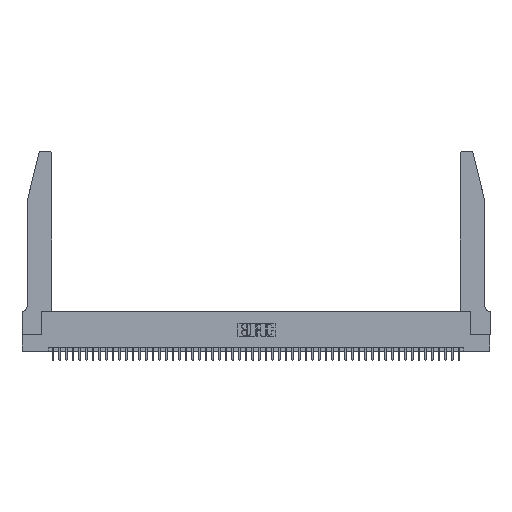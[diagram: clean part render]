
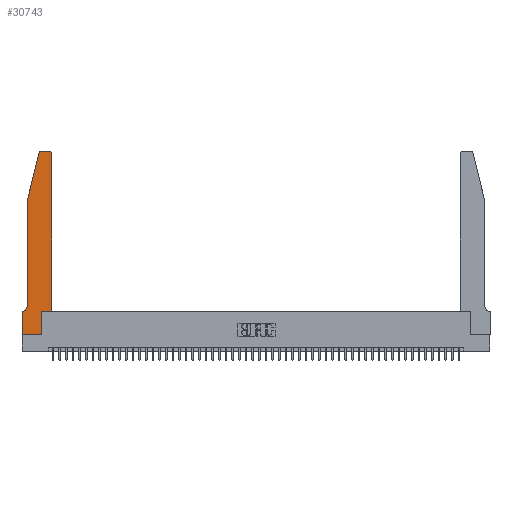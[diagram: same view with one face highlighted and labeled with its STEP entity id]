
A CAD part, top view. The second image highlights one B-rep face of the part: STEP entity #30743.
In plain terms, the highlighted planar face has unit normal (0, 0, 1).
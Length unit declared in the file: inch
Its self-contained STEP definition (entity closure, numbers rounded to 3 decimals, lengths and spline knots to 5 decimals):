
#793 = ORIENTED_EDGE ( 'NONE', *, *, #37331, .T. ) ;
#811 = VECTOR ( 'NONE', #11236, 39.37008 ) ;
#1187 = EDGE_CURVE ( 'NONE', #14553, #33159, #16451, .T. ) ;
#2976 = CARTESIAN_POINT ( 'NONE',  ( 0.4205, 2.72, 0.37 ) ) ;
#5497 = DIRECTION ( 'NONE',  ( -0.239, -0.971, 0. ) ) ;
#5850 = AXIS2_PLACEMENT_3D ( 'NONE', #24356, #36525, #36190 ) ;
#6023 = AXIS2_PLACEMENT_3D ( 'NONE', #12539, #24550, #31929 ) ;
#6186 = CARTESIAN_POINT ( 'NONE',  ( 0.0755, 0.35, 0.37 ) ) ;
#6706 = EDGE_CURVE ( 'NONE', #32067, #24350, #36930, .T. ) ;
#6733 = LINE ( 'NONE', #43408, #30638 ) ;
#7085 = VECTOR ( 'NONE', #5497, 39.37008 ) ;
#9147 = LINE ( 'NONE', #38848, #47216 ) ;
#9612 = EDGE_CURVE ( 'NONE', #33642, #50082, #9147, .T. ) ;
#9800 = CARTESIAN_POINT ( 'NONE',  ( 0.0755, 2., 0.37 ) ) ;
#9873 = PLANE ( 'NONE',  #18967 ) ;
#10344 = ORIENTED_EDGE ( 'NONE', *, *, #6706, .T. ) ;
#11124 = VECTOR ( 'NONE', #34256, 39.37008 ) ;
#11236 = DIRECTION ( 'NONE',  ( 1., 0., 0. ) ) ;
#11821 = CARTESIAN_POINT ( 'NONE',  ( 0.2865, 0.35, 0.37 ) ) ;
#11872 = VERTEX_POINT ( 'NONE', #11821 ) ;
#12247 = VERTEX_POINT ( 'NONE', #34404 ) ;
#12539 = CARTESIAN_POINT ( 'NONE',  ( 0.0055, 0.42, 0.37 ) ) ;
#14124 = CARTESIAN_POINT ( 'NONE',  ( 0., 0., 0.37 ) ) ;
#14553 = VERTEX_POINT ( 'NONE', #38628 ) ;
#15088 = VERTEX_POINT ( 'NONE', #45986 ) ;
#15152 = DIRECTION ( 'NONE',  ( 0., -1., 0. ) ) ;
#15266 = ORIENTED_EDGE ( 'NONE', *, *, #29663, .T. ) ;
#15567 = CARTESIAN_POINT ( 'NONE',  ( 0.0055, 0.35, 0.37 ) ) ;
#15925 = AXIS2_PLACEMENT_3D ( 'NONE', #2976, #26619, #49616 ) ;
#16320 = CARTESIAN_POINT ( 'NONE',  ( 0.25487, 2.72718, 0.37 ) ) ;
#16451 = LINE ( 'NONE', #44341, #20113 ) ;
#17522 = LINE ( 'NONE', #40293, #7085 ) ;
#17977 = EDGE_CURVE ( 'NONE', #32287, #32067, #41178, .T. ) ;
#18172 = CARTESIAN_POINT ( 'NONE',  ( 0., 0.35, 0.37 ) ) ;
#18892 = CIRCLE ( 'NONE', #5850, 0.03 ) ;
#18967 = AXIS2_PLACEMENT_3D ( 'NONE', #36804, #25487, #44744 ) ;
#20113 = VECTOR ( 'NONE', #47963, 39.37008 ) ;
#20297 = VECTOR ( 'NONE', #45124, 39.37008 ) ;
#21606 = ORIENTED_EDGE ( 'NONE', *, *, #29755, .T. ) ;
#22324 = CARTESIAN_POINT ( 'NONE',  ( 0.4505, 0.35, 0.37 ) ) ;
#23071 = DIRECTION ( 'NONE',  ( 0., 1., 0. ) ) ;
#24350 = VERTEX_POINT ( 'NONE', #46563 ) ;
#24356 = CARTESIAN_POINT ( 'NONE',  ( 0.284, 2.72, 0.37 ) ) ;
#24550 = DIRECTION ( 'NONE',  ( 0., 0., -1. ) ) ;
#25487 = DIRECTION ( 'NONE',  ( 0., 0., 1. ) ) ;
#26619 = DIRECTION ( 'NONE',  ( 0., 0., 1. ) ) ;
#26969 = EDGE_CURVE ( 'NONE', #27970, #48464, #17522, .T. ) ;
#27473 = FACE_OUTER_BOUND ( 'NONE', #43203, .T. ) ;
#27970 = VERTEX_POINT ( 'NONE', #16320 ) ;
#28997 = LINE ( 'NONE', #31155, #811 ) ;
#29663 = EDGE_CURVE ( 'NONE', #48464, #12247, #41698, .T. ) ;
#29755 = EDGE_CURVE ( 'NONE', #15088, #11872, #6733, .T. ) ;
#30318 = CIRCLE ( 'NONE', #6023, 0.07 ) ;
#30638 = VECTOR ( 'NONE', #39631, 39.37008 ) ;
#30743 = ADVANCED_FACE ( 'NONE', ( #27473 ), #9873, .T. ) ;
#31155 = CARTESIAN_POINT ( 'NONE',  ( 0.4505, 0.35, 0.37 ) ) ;
#31929 = DIRECTION ( 'NONE',  ( -1., 0., 0. ) ) ;
#32067 = VERTEX_POINT ( 'NONE', #18172 ) ;
#32287 = VERTEX_POINT ( 'NONE', #15567 ) ;
#32881 = ORIENTED_EDGE ( 'NONE', *, *, #26969, .T. ) ;
#33159 = VERTEX_POINT ( 'NONE', #43797 ) ;
#33642 = VERTEX_POINT ( 'NONE', #22324 ) ;
#33650 = ORIENTED_EDGE ( 'NONE', *, *, #17977, .T. ) ;
#33962 = CARTESIAN_POINT ( 'NONE',  ( 0.4505, 2.72, 0.37 ) ) ;
#34256 = DIRECTION ( 'NONE',  ( 0., -1., 0. ) ) ;
#34404 = CARTESIAN_POINT ( 'NONE',  ( 0.0755, 0.42, 0.37 ) ) ;
#34996 = ORIENTED_EDGE ( 'NONE', *, *, #36419, .T. ) ;
#35290 = EDGE_CURVE ( 'NONE', #12247, #32287, #30318, .T. ) ;
#36190 = DIRECTION ( 'NONE',  ( 1., 0., 0. ) ) ;
#36419 = EDGE_CURVE ( 'NONE', #11872, #33642, #28997, .T. ) ;
#36525 = DIRECTION ( 'NONE',  ( 0., 0., 1. ) ) ;
#36804 = CARTESIAN_POINT ( 'NONE',  ( 0., 0.35, 0.37 ) ) ;
#36930 = LINE ( 'NONE', #50424, #11124 ) ;
#37331 = EDGE_CURVE ( 'NONE', #50082, #14553, #42967, .T. ) ;
#37779 = VECTOR ( 'NONE', #45362, 39.37008 ) ;
#38628 = CARTESIAN_POINT ( 'NONE',  ( 0.4205, 2.75, 0.37 ) ) ;
#38848 = CARTESIAN_POINT ( 'NONE',  ( 0.4505, 0.35, 0.37 ) ) ;
#39631 = DIRECTION ( 'NONE',  ( 0., 1., 0. ) ) ;
#40293 = CARTESIAN_POINT ( 'NONE',  ( 0.0755, 2., 0.37 ) ) ;
#41178 = LINE ( 'NONE', #6186, #20297 ) ;
#41698 = LINE ( 'NONE', #46204, #48481 ) ;
#41833 = EDGE_CURVE ( 'NONE', #33159, #27970, #18892, .T. ) ;
#42365 = ORIENTED_EDGE ( 'NONE', *, *, #41833, .T. ) ;
#42967 = CIRCLE ( 'NONE', #15925, 0.03 ) ;
#43203 = EDGE_LOOP ( 'NONE', ( #48551, #42365, #32881, #15266, #44243, #33650, #10344, #48549, #21606, #34996, #50555, #793 ) ) ;
#43408 = CARTESIAN_POINT ( 'NONE',  ( 0.2865, 0.35, 0.37 ) ) ;
#43797 = CARTESIAN_POINT ( 'NONE',  ( 0.284, 2.75, 0.37 ) ) ;
#44243 = ORIENTED_EDGE ( 'NONE', *, *, #35290, .T. ) ;
#44341 = CARTESIAN_POINT ( 'NONE',  ( 0.2605, 2.75, 0.37 ) ) ;
#44744 = DIRECTION ( 'NONE',  ( 1., 0., 0. ) ) ;
#45124 = DIRECTION ( 'NONE',  ( -1., 0., 0. ) ) ;
#45362 = DIRECTION ( 'NONE',  ( 1., 0., 0. ) ) ;
#45986 = CARTESIAN_POINT ( 'NONE',  ( 0.2865, 0., 0.37 ) ) ;
#46204 = CARTESIAN_POINT ( 'NONE',  ( 0.0755, 2., 0.37 ) ) ;
#46563 = CARTESIAN_POINT ( 'NONE',  ( 0., 0., 0.37 ) ) ;
#47216 = VECTOR ( 'NONE', #23071, 39.37008 ) ;
#47963 = DIRECTION ( 'NONE',  ( -1., 0., 0. ) ) ;
#48249 = LINE ( 'NONE', #14124, #37779 ) ;
#48464 = VERTEX_POINT ( 'NONE', #9800 ) ;
#48481 = VECTOR ( 'NONE', #15152, 39.37008 ) ;
#48549 = ORIENTED_EDGE ( 'NONE', *, *, #49888, .T. ) ;
#48551 = ORIENTED_EDGE ( 'NONE', *, *, #1187, .T. ) ;
#49616 = DIRECTION ( 'NONE',  ( 1., 0., 0. ) ) ;
#49888 = EDGE_CURVE ( 'NONE', #24350, #15088, #48249, .T. ) ;
#50082 = VERTEX_POINT ( 'NONE', #33962 ) ;
#50424 = CARTESIAN_POINT ( 'NONE',  ( 0., 0., 0.37 ) ) ;
#50555 = ORIENTED_EDGE ( 'NONE', *, *, #9612, .T. ) ;
